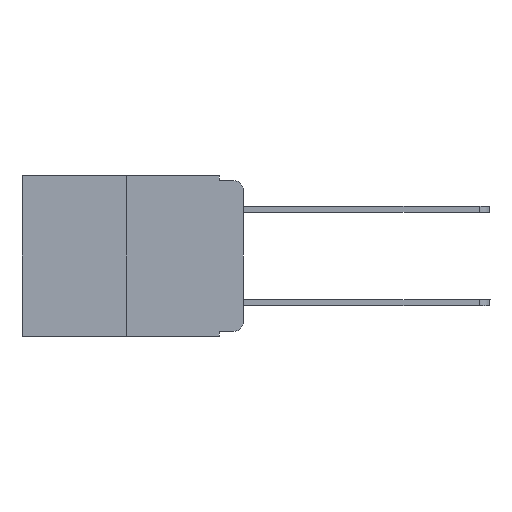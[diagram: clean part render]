
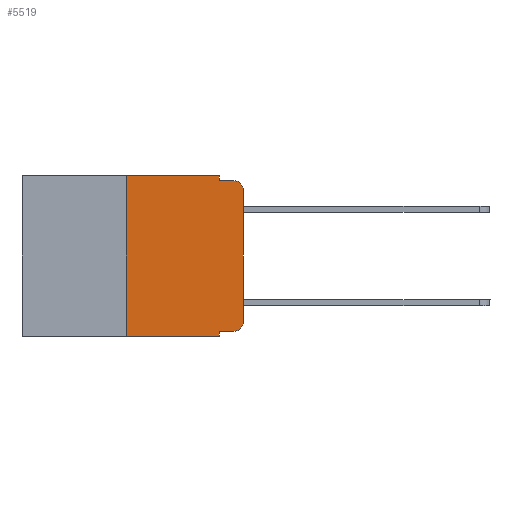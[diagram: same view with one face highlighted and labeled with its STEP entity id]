
A CAD part, left-side view. The second image highlights one B-rep face of the part: STEP entity #5519.
In plain terms, the highlighted planar face has unit normal (-1, 0, 0).
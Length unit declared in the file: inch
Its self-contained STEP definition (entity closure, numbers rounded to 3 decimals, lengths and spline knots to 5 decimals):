
#33 = EDGE_CURVE ( 'NONE', #706, #5441, #8701, .T. ) ;
#556 = VECTOR ( 'NONE', #9701, 39.37008 ) ;
#560 = VECTOR ( 'NONE', #1076, 39.37008 ) ;
#653 = AXIS2_PLACEMENT_3D ( 'NONE', #4649, #5994, #7078 ) ;
#689 = ORIENTED_EDGE ( 'NONE', *, *, #8554, .T. ) ;
#706 = VERTEX_POINT ( 'NONE', #1519 ) ;
#1075 = LINE ( 'NONE', #8117, #1925 ) ;
#1076 = DIRECTION ( 'NONE',  ( 0., 0., -1. ) ) ;
#1304 = CARTESIAN_POINT ( 'NONE',  ( 0., 0.02, -0.333 ) ) ;
#1519 = CARTESIAN_POINT ( 'NONE',  ( 0., 0.051, -0.01 ) ) ;
#1531 = AXIS2_PLACEMENT_3D ( 'NONE', #5028, #7673, #3207 ) ;
#1583 = ORIENTED_EDGE ( 'NONE', *, *, #5768, .T. ) ;
#1826 = EDGE_CURVE ( 'NONE', #4496, #706, #7988, .T. ) ;
#1925 = VECTOR ( 'NONE', #9937, 39.37008 ) ;
#2107 = VECTOR ( 'NONE', #6716, 39.37008 ) ;
#2191 = CARTESIAN_POINT ( 'NONE',  ( 0., 0.051, -0.333 ) ) ;
#2260 = VECTOR ( 'NONE', #3999, 39.37008 ) ;
#2694 = ORIENTED_EDGE ( 'NONE', *, *, #9441, .T. ) ;
#2856 = VERTEX_POINT ( 'NONE', #3559 ) ;
#3046 = CARTESIAN_POINT ( 'NONE',  ( 0., 0.25, -0.343 ) ) ;
#3207 = DIRECTION ( 'NONE',  ( 0., 0., -1. ) ) ;
#3255 = ORIENTED_EDGE ( 'NONE', *, *, #9476, .F. ) ;
#3501 = AXIS2_PLACEMENT_3D ( 'NONE', #4283, #10564, #9738 ) ;
#3559 = CARTESIAN_POINT ( 'NONE',  ( 0., 0.051, -0.343 ) ) ;
#3689 = LINE ( 'NONE', #8505, #2260 ) ;
#3999 = DIRECTION ( 'NONE',  ( 0., -1., 0. ) ) ;
#4036 = VECTOR ( 'NONE', #5608, 39.37008 ) ;
#4283 = CARTESIAN_POINT ( 'NONE',  ( 0., 0.02, -0.03 ) ) ;
#4480 = CARTESIAN_POINT ( 'NONE',  ( 0., 0., -0.03 ) ) ;
#4496 = VERTEX_POINT ( 'NONE', #4573 ) ;
#4525 = LINE ( 'NONE', #6565, #2107 ) ;
#4571 = ORIENTED_EDGE ( 'NONE', *, *, #1826, .F. ) ;
#4573 = CARTESIAN_POINT ( 'NONE',  ( 0., 0.051, 0. ) ) ;
#4649 = CARTESIAN_POINT ( 'NONE',  ( 0., 0.473, 0. ) ) ;
#4764 = VERTEX_POINT ( 'NONE', #10365 ) ;
#5028 = CARTESIAN_POINT ( 'NONE',  ( 0., 0.02, -0.313 ) ) ;
#5426 = ORIENTED_EDGE ( 'NONE', *, *, #9581, .F. ) ;
#5441 = VERTEX_POINT ( 'NONE', #6256 ) ;
#5458 = EDGE_CURVE ( 'NONE', #10065, #9089, #1075, .T. ) ;
#5493 = PLANE ( 'NONE',  #653 ) ;
#5519 = ADVANCED_FACE ( 'NONE', ( #8251 ), #5493, .F. ) ;
#5520 = DIRECTION ( 'NONE',  ( 0., -1., 0. ) ) ;
#5608 = DIRECTION ( 'NONE',  ( 0., 0., 1. ) ) ;
#5768 = EDGE_CURVE ( 'NONE', #11184, #10897, #10079, .T. ) ;
#5774 = EDGE_LOOP ( 'NONE', ( #1583, #689, #6823, #4571, #3255, #5426, #6606, #6816, #5893, #2694 ) ) ;
#5893 = ORIENTED_EDGE ( 'NONE', *, *, #5458, .T. ) ;
#5994 = DIRECTION ( 'NONE',  ( 1., 0., 0. ) ) ;
#6256 = CARTESIAN_POINT ( 'NONE',  ( 0., 0.02, -0.01 ) ) ;
#6292 = VECTOR ( 'NONE', #5520, 39.37008 ) ;
#6565 = CARTESIAN_POINT ( 'NONE',  ( 0., 0.473, -0.343 ) ) ;
#6606 = ORIENTED_EDGE ( 'NONE', *, *, #11617, .T. ) ;
#6716 = DIRECTION ( 'NONE',  ( 0., -1., 0. ) ) ;
#6792 = DIRECTION ( 'NONE',  ( 0., 0., -1. ) ) ;
#6816 = ORIENTED_EDGE ( 'NONE', *, *, #11016, .F. ) ;
#6823 = ORIENTED_EDGE ( 'NONE', *, *, #33, .F. ) ;
#6886 = LINE ( 'NONE', #8740, #556 ) ;
#6983 = VERTEX_POINT ( 'NONE', #3046 ) ;
#7078 = DIRECTION ( 'NONE',  ( 0., 0., -1. ) ) ;
#7235 = CARTESIAN_POINT ( 'NONE',  ( 0., 0.051, -0.01 ) ) ;
#7673 = DIRECTION ( 'NONE',  ( -1., 0., 0. ) ) ;
#7988 = LINE ( 'NONE', #9638, #8269 ) ;
#8117 = CARTESIAN_POINT ( 'NONE',  ( 0., 0.051, -0.333 ) ) ;
#8172 = CIRCLE ( 'NONE', #1531, 0.02 ) ;
#8251 = FACE_OUTER_BOUND ( 'NONE', #5774, .T. ) ;
#8269 = VECTOR ( 'NONE', #6792, 39.37008 ) ;
#8435 = CARTESIAN_POINT ( 'NONE',  ( 0., 0., -0.313 ) ) ;
#8505 = CARTESIAN_POINT ( 'NONE',  ( 0., 0.473, 0. ) ) ;
#8554 = EDGE_CURVE ( 'NONE', #10897, #5441, #10734, .T. ) ;
#8701 = LINE ( 'NONE', #7235, #6292 ) ;
#8740 = CARTESIAN_POINT ( 'NONE',  ( 0., 0.25, 0. ) ) ;
#9089 = VERTEX_POINT ( 'NONE', #1304 ) ;
#9441 = EDGE_CURVE ( 'NONE', #9089, #11184, #8172, .T. ) ;
#9476 = EDGE_CURVE ( 'NONE', #4764, #4496, #3689, .T. ) ;
#9581 = EDGE_CURVE ( 'NONE', #6983, #4764, #6886, .T. ) ;
#9638 = CARTESIAN_POINT ( 'NONE',  ( 0., 0.051, 0. ) ) ;
#9701 = DIRECTION ( 'NONE',  ( 0., 0., 1. ) ) ;
#9738 = DIRECTION ( 'NONE',  ( 0., 0., -1. ) ) ;
#9937 = DIRECTION ( 'NONE',  ( 0., -1., 0. ) ) ;
#10054 = CARTESIAN_POINT ( 'NONE',  ( 0., 0., 0. ) ) ;
#10065 = VERTEX_POINT ( 'NONE', #2191 ) ;
#10079 = LINE ( 'NONE', #10054, #4036 ) ;
#10365 = CARTESIAN_POINT ( 'NONE',  ( 0., 0.25, 0. ) ) ;
#10441 = LINE ( 'NONE', #11020, #560 ) ;
#10564 = DIRECTION ( 'NONE',  ( -1., 0., 0. ) ) ;
#10734 = CIRCLE ( 'NONE', #3501, 0.02 ) ;
#10897 = VERTEX_POINT ( 'NONE', #4480 ) ;
#11016 = EDGE_CURVE ( 'NONE', #10065, #2856, #10441, .T. ) ;
#11020 = CARTESIAN_POINT ( 'NONE',  ( 0., 0.051, 0. ) ) ;
#11184 = VERTEX_POINT ( 'NONE', #8435 ) ;
#11617 = EDGE_CURVE ( 'NONE', #6983, #2856, #4525, .T. ) ;
